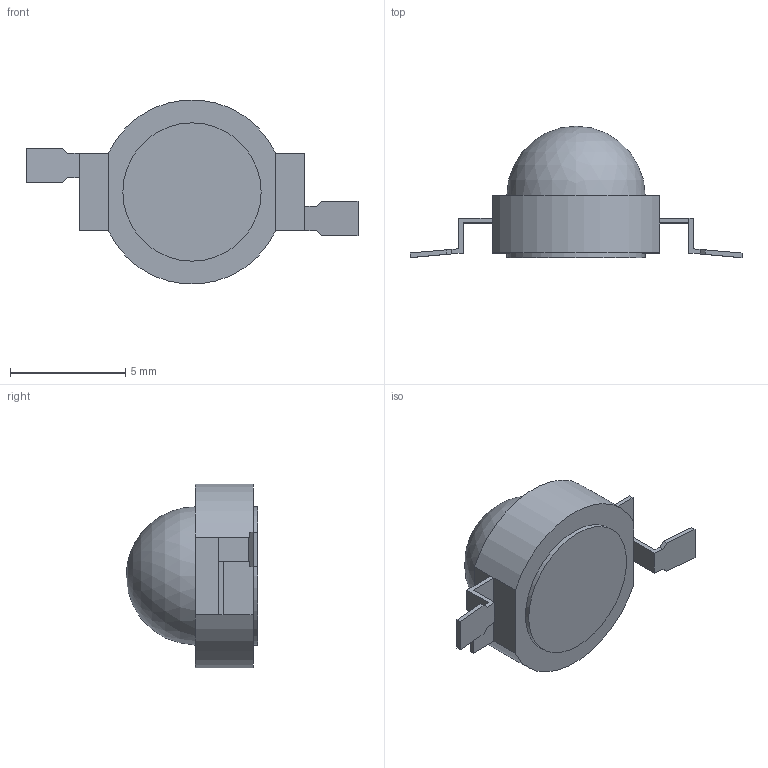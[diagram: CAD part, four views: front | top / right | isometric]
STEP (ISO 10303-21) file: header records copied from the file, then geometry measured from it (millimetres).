
FILE_DESCRIPTION(/* description */ ('','CAx-IF Rec.Pracs.---Representation and Presentation of Product Manufacturing Information (PMI)---4.0---2014-10-13'),/* implementation_level */ '2;1');
FILE_NAME(/* name */ 'COB5730.stp',/* time_stamp */ '2020-03-31T23:18:03+08:00',/* author */ ('John'),/* organization */ (''),/* preprocessor_version */ 'ST-DEVELOPER v18',/* originating_system */ 'Autodesk Inventor 2020',/* authorisation */ '');
FILE_SCHEMA (('AP242_MANAGED_MODEL_BASED_3D_ENGINEERING_MIM_LF { 1 0 10303 442 1 1 4 }'));
Length unit declared in the file: millimetre
Products named in the file (1): COB5730
Bounding box: 14.4 x 5.7 x 7.97 mm (x, y, z)
Volume: 187.2 mm3; surface area: 231.1 mm2
Topology: 1 solids, 1 shells, 41 faces, 156 edges, 164 vertices
Faces by surface type: plane 37, cylinder 3, sphere 1
Full cylindrical faces by diameter (mm): 6 x1
Entity records: 1668 total; most frequent: CARTESIAN_POINT 330, DIRECTION 235, ORIENTED_EDGE 212, EDGE_CURVE 106, LINE 95, VECTOR 95, STYLED_ITEM 95, AXIS2_PLACEMENT_3D 70
